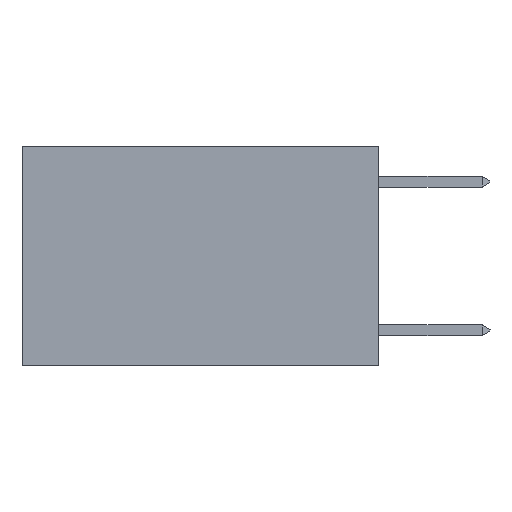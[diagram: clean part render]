
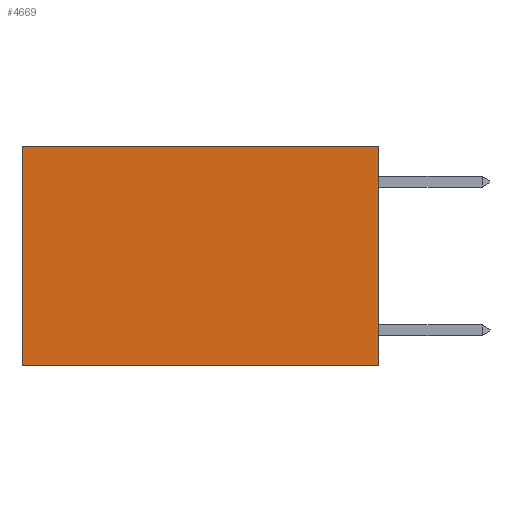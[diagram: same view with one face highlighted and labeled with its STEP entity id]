
A CAD part, left-side view. The second image highlights one B-rep face of the part: STEP entity #4669.
In plain terms, the highlighted planar face has unit normal (-1, 0, 0).
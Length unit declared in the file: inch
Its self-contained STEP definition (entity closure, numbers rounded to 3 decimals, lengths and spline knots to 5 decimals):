
#828 = CARTESIAN_POINT ( 'NONE',  ( 0.2625, 0., 0. ) ) ;
#959 = DIRECTION ( 'NONE',  ( 0., 1., 0. ) ) ;
#1198 = LINE ( 'NONE', #828, #13952 ) ;
#2721 = CARTESIAN_POINT ( 'NONE',  ( 0.2625, 0.6, 0. ) ) ;
#3072 = CARTESIAN_POINT ( 'NONE',  ( 0.2625, 0.6, 0. ) ) ;
#3368 = EDGE_CURVE ( 'NONE', #18148, #18448, #1198, .T. ) ;
#3984 = CARTESIAN_POINT ( 'NONE',  ( 0.2625, 0., 0. ) ) ;
#4669 = ADVANCED_FACE ( 'NONE', ( #19015 ), #13913, .F. ) ;
#4767 = DIRECTION ( 'NONE',  ( 0., 0., -1. ) ) ;
#5076 = ORIENTED_EDGE ( 'NONE', *, *, #14860, .T. ) ;
#5349 = VECTOR ( 'NONE', #19790, 39.37008 ) ;
#5902 = VERTEX_POINT ( 'NONE', #15251 ) ;
#6785 = VECTOR ( 'NONE', #959, 39.37008 ) ;
#6971 = ORIENTED_EDGE ( 'NONE', *, *, #19926, .T. ) ;
#7371 = DIRECTION ( 'NONE',  ( 0., 0., -1. ) ) ;
#9847 = ORIENTED_EDGE ( 'NONE', *, *, #3368, .F. ) ;
#10727 = CARTESIAN_POINT ( 'NONE',  ( 0.2625, 0., 0. ) ) ;
#11142 = LINE ( 'NONE', #19235, #6785 ) ;
#11338 = LINE ( 'NONE', #3072, #19664 ) ;
#11491 = CARTESIAN_POINT ( 'NONE',  ( 0.2625, 0., 0. ) ) ;
#13068 = CARTESIAN_POINT ( 'NONE',  ( 0.2625, 0., -0.37 ) ) ;
#13913 = PLANE ( 'NONE',  #17841 ) ;
#13952 = VECTOR ( 'NONE', #14594, 39.37008 ) ;
#14025 = VERTEX_POINT ( 'NONE', #2721 ) ;
#14594 = DIRECTION ( 'NONE',  ( 0., 0., -1. ) ) ;
#14860 = EDGE_CURVE ( 'NONE', #14025, #5902, #11338, .T. ) ;
#15251 = CARTESIAN_POINT ( 'NONE',  ( 0.2625, 0.6, -0.37 ) ) ;
#15994 = EDGE_LOOP ( 'NONE', ( #5076, #17367, #9847, #6971 ) ) ;
#17283 = DIRECTION ( 'NONE',  ( 1., 0., 0. ) ) ;
#17367 = ORIENTED_EDGE ( 'NONE', *, *, #17545, .F. ) ;
#17545 = EDGE_CURVE ( 'NONE', #18448, #5902, #11142, .T. ) ;
#17841 = AXIS2_PLACEMENT_3D ( 'NONE', #3984, #17283, #7371 ) ;
#18148 = VERTEX_POINT ( 'NONE', #10727 ) ;
#18448 = VERTEX_POINT ( 'NONE', #13068 ) ;
#19015 = FACE_OUTER_BOUND ( 'NONE', #15994, .T. ) ;
#19102 = LINE ( 'NONE', #11491, #5349 ) ;
#19235 = CARTESIAN_POINT ( 'NONE',  ( 0.2625, 0., -0.37 ) ) ;
#19664 = VECTOR ( 'NONE', #4767, 39.37008 ) ;
#19790 = DIRECTION ( 'NONE',  ( 0., 1., 0. ) ) ;
#19926 = EDGE_CURVE ( 'NONE', #18148, #14025, #19102, .T. ) ;
